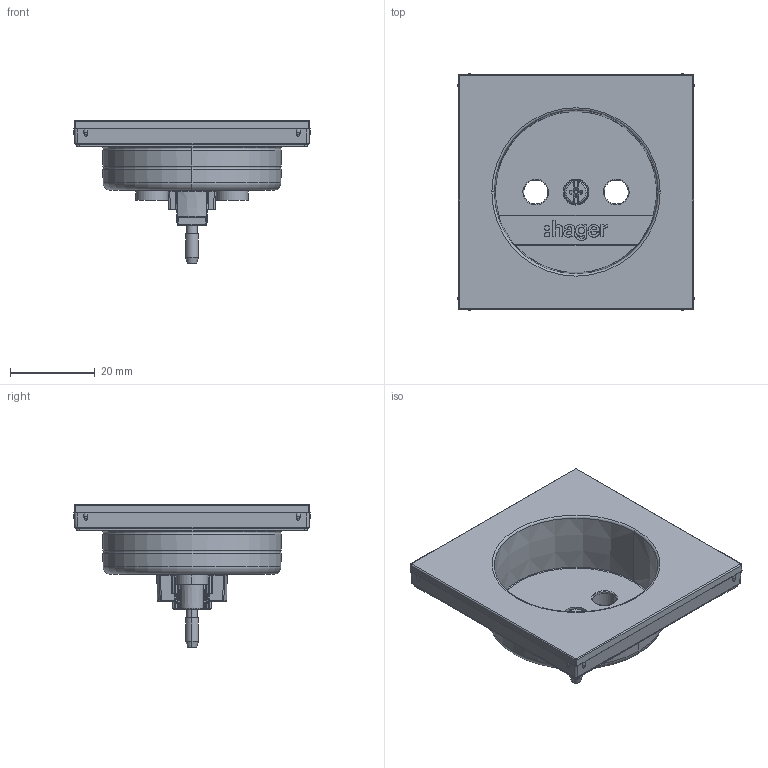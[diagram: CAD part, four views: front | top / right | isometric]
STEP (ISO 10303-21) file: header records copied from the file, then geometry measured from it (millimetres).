
FILE_DESCRIPTION((''),'2;1');
FILE_NAME('WAS7300_GEN_ASM','2025-03-21T17:12:09',('taglied'),(''),'CREO PARAMETRIC BY PTC INC, 2023154','CREO PARAMETRIC BY PTC INC, 2023154','');
FILE_SCHEMA(('AUTOMOTIVE_DESIGN { 1 0 10303 214 1 1 1 1 }'));
Length unit declared in the file: millimetre
Products named in the file (4): W4G0280_18; W1F0077_00; W1A2354_GEN; WAS7300_GEN_ASM
Assembly tree (3 placements, depth 2):
  WAS7300_GEN_ASM
    W4G0280_18
    W1F0077_00
    W1A2354_GEN
Bounding box: 55.9 x 55.9 x 33.8 mm (x, y, z)
Volume: 11060.8 mm3; surface area: 12966.8 mm2
Topology: 2 solids, 2 shells, 877 faces, 2241 edges, 1402 vertices
Faces by surface type: plane 377, cylinder 169, bspline 128, extrusion 87, torus 60, cone 34, sphere 22
Entity records: 37152 total; most frequent: CARTESIAN_POINT 16923, ORIENTED_EDGE 4482, DIRECTION 3535, EDGE_CURVE 2241, VERTEX_POINT 1402, VECTOR 1301, LINE 1214, AXIS2_PLACEMENT_3D 1117
